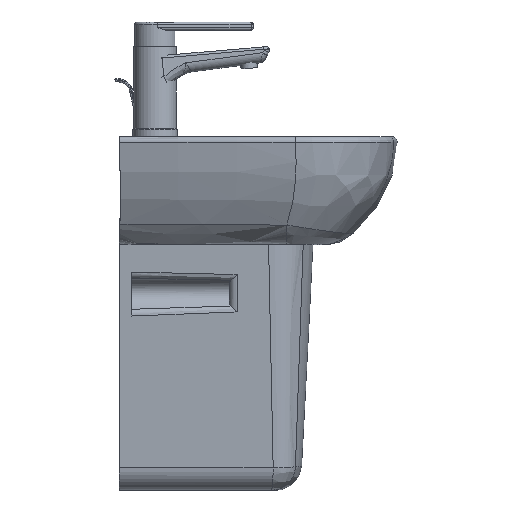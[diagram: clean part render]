
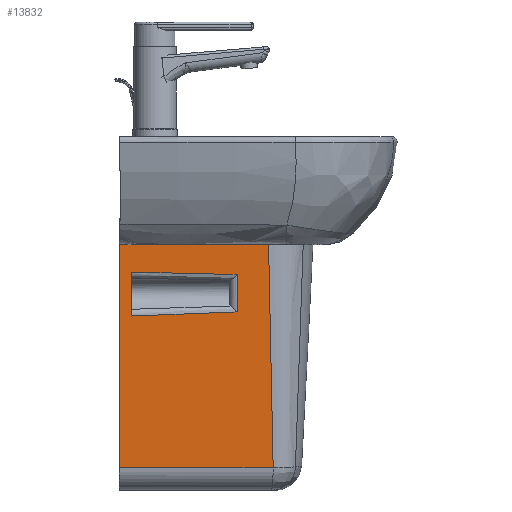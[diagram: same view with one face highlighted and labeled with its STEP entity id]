
A CAD part, left-side view. The second image highlights one B-rep face of the part: STEP entity #13832.
In plain terms, the highlighted planar face has unit normal (-0.992, -0.086, -0.098).
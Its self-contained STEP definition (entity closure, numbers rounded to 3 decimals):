
#13577=CARTESIAN_POINT('',(-99.009,144.211,266.363));
#13578=VERTEX_POINT('',#13577);
#13579=CARTESIAN_POINT('',(-93.727,144.397,212.641));
#13580=VERTEX_POINT('',#13579);
#13581=CARTESIAN_POINT('',(-99.009,144.211,266.363));
#13582=DIRECTION('',(0.098,0.003,-0.995));
#13583=VECTOR('',#13582,53.981);
#13584=LINE('',#13581,#13583);
#13585=EDGE_CURVE('',#13578,#13580,#13584,.T.);
#13715=CARTESIAN_POINT('',(-82.968,15.233,217.715));
#13716=VERTEX_POINT('',#13715);
#13730=CARTESIAN_POINT('',(-87.449,15.075,263.292));
#13731=VERTEX_POINT('',#13730);
#13732=CARTESIAN_POINT('',(-82.968,15.233,217.715));
#13733=DIRECTION('',(-0.098,-0.003,0.995));
#13734=VECTOR('',#13733,45.798);
#13735=LINE('',#13732,#13734);
#13736=EDGE_CURVE('',#13716,#13731,#13735,.T.);
#13754=CARTESIAN_POINT('',(-84.519,279.317,0.0));
#13755=DIRECTION('',(-0.991,-0.086,-0.098));
#13756=DIRECTION('',(-0.098,0.0,0.995));
#13757=AXIS2_PLACEMENT_3D('',#13754,#13755,#13756);
#13758=PLANE('',#13757);
#13759=CARTESIAN_POINT('',(-103.642,159.311,300.0));
#13760=VERTEX_POINT('',#13759);
#13761=CARTESIAN_POINT('',(-76.728,159.32,27.067));
#13762=VERTEX_POINT('',#13761);
#13763=CARTESIAN_POINT('',(-103.642,159.311,300.0));
#13764=DIRECTION('',(0.098,0.,-0.995));
#13765=VECTOR('',#13764,274.257);
#13766=LINE('',#13763,#13765);
#13767=EDGE_CURVE('',#13760,#13762,#13766,.T.);
#13768=ORIENTED_EDGE('',*,*,#13767,.T.);
#13769=CARTESIAN_POINT('',(-60.344,-28.635,27.067));
#13770=VERTEX_POINT('',#13769);
#13771=CARTESIAN_POINT('',(-60.344,-28.635,27.067));
#13772=DIRECTION('',(-0.087,0.996,0.));
#13773=VECTOR('',#13772,188.667);
#13774=LINE('',#13771,#13773);
#13775=EDGE_CURVE('',#13770,#13762,#13774,.T.);
#13776=ORIENTED_EDGE('',*,*,#13775,.F.);
#13777=CARTESIAN_POINT('',(-87.746,-23.048,300.0));
#13778=VERTEX_POINT('',#13777);
#13779=CARTESIAN_POINT('',(-60.344,-28.635,27.067));
#13780=CARTESIAN_POINT('',(-69.478,-26.772,118.045));
#13781=CARTESIAN_POINT('',(-78.612,-24.91,209.022));
#13782=CARTESIAN_POINT('',(-87.746,-23.048,300.0));
#13783=B_SPLINE_CURVE_WITH_KNOTS('',3,(#13779,#13780,#13781,#13782),.UNSPECIFIED.,.F.,.U.,(4,4),(0.09,1.0),.UNSPECIFIED.);
#13784=EDGE_CURVE('',#13770,#13778,#13783,.T.);
#13785=ORIENTED_EDGE('',*,*,#13784,.T.);
#13786=CARTESIAN_POINT('',(-103.642,159.311,300.0));
#13787=DIRECTION('',(0.087,-0.996,0.0));
#13788=VECTOR('',#13787,183.051);
#13789=LINE('',#13786,#13788);
#13790=EDGE_CURVE('',#13760,#13778,#13789,.T.);
#13791=ORIENTED_EDGE('',*,*,#13790,.F.);
#13792=EDGE_LOOP('',(#13768,#13776,#13785,#13791));
#13793=FACE_OUTER_BOUND('',#13792,.T.);
#13794=CARTESIAN_POINT('',(-88.299,24.514,263.567));
#13795=VERTEX_POINT('',#13794);
#13796=CARTESIAN_POINT('',(-88.299,24.514,263.567));
#13797=CARTESIAN_POINT('',(-88.016,21.367,263.477));
#13798=CARTESIAN_POINT('',(-87.732,18.221,263.386));
#13799=CARTESIAN_POINT('',(-87.449,15.075,263.292));
#13800=B_SPLINE_CURVE_WITH_KNOTS('',3,(#13796,#13797,#13798,#13799),.UNSPECIFIED.,.F.,.U.,(4,4),(-6.401,-5.453),.UNSPECIFIED.);
#13801=EDGE_CURVE('',#13795,#13731,#13800,.T.);
#13802=ORIENTED_EDGE('',*,*,#13801,.T.);
#13803=ORIENTED_EDGE('',*,*,#13736,.F.);
#13804=CARTESIAN_POINT('',(-83.75,24.674,217.295));
#13805=VERTEX_POINT('',#13804);
#13806=CARTESIAN_POINT('',(-82.968,15.233,217.715));
#13807=CARTESIAN_POINT('',(-83.229,18.38,217.573));
#13808=CARTESIAN_POINT('',(-83.489,21.527,217.433));
#13809=CARTESIAN_POINT('',(-83.75,24.674,217.295));
#13810=B_SPLINE_CURVE_WITH_KNOTS('',3,(#13806,#13807,#13808,#13809),.UNSPECIFIED.,.F.,.U.,(4,4),(-15.386,-14.438),.UNSPECIFIED.);
#13811=EDGE_CURVE('',#13716,#13805,#13810,.T.);
#13812=ORIENTED_EDGE('',*,*,#13811,.T.);
#13813=CARTESIAN_POINT('',(-93.727,144.397,212.641));
#13814=CARTESIAN_POINT('',(-91.666,119.79,213.491));
#13815=CARTESIAN_POINT('',(-88.332,79.88,214.96));
#13816=CARTESIAN_POINT('',(-85.017,39.976,216.622));
#13817=CARTESIAN_POINT('',(-83.75,24.674,217.295));
#13818=B_SPLINE_CURVE_WITH_KNOTS('',3,(#13813,#13814,#13815,#13816,#13817),.UNSPECIFIED.,.F.,.U.,(4,1,4),(2.415,9.828,14.438),.UNSPECIFIED.);
#13819=EDGE_CURVE('',#13580,#13805,#13818,.T.);
#13820=ORIENTED_EDGE('',*,*,#13819,.F.);
#13821=ORIENTED_EDGE('',*,*,#13585,.F.);
#13822=CARTESIAN_POINT('',(-88.299,24.514,263.567));
#13823=CARTESIAN_POINT('',(-90.229,45.96,264.181));
#13824=CARTESIAN_POINT('',(-93.806,85.857,265.19));
#13825=CARTESIAN_POINT('',(-97.366,125.76,266.014));
#13826=CARTESIAN_POINT('',(-99.009,144.211,266.363));
#13827=B_SPLINE_CURVE_WITH_KNOTS('',3,(#13822,#13823,#13824,#13825,#13826),.UNSPECIFIED.,.F.,.U.,(4,1,4),(6.401,12.864,18.422),.UNSPECIFIED.);
#13828=EDGE_CURVE('',#13795,#13578,#13827,.T.);
#13829=ORIENTED_EDGE('',*,*,#13828,.F.);
#13830=EDGE_LOOP('',(#13802,#13803,#13812,#13820,#13821,#13829));
#13831=FACE_BOUND('',#13830,.T.);
#13832=ADVANCED_FACE('',(#13793,#13831),#13758,.T.);
